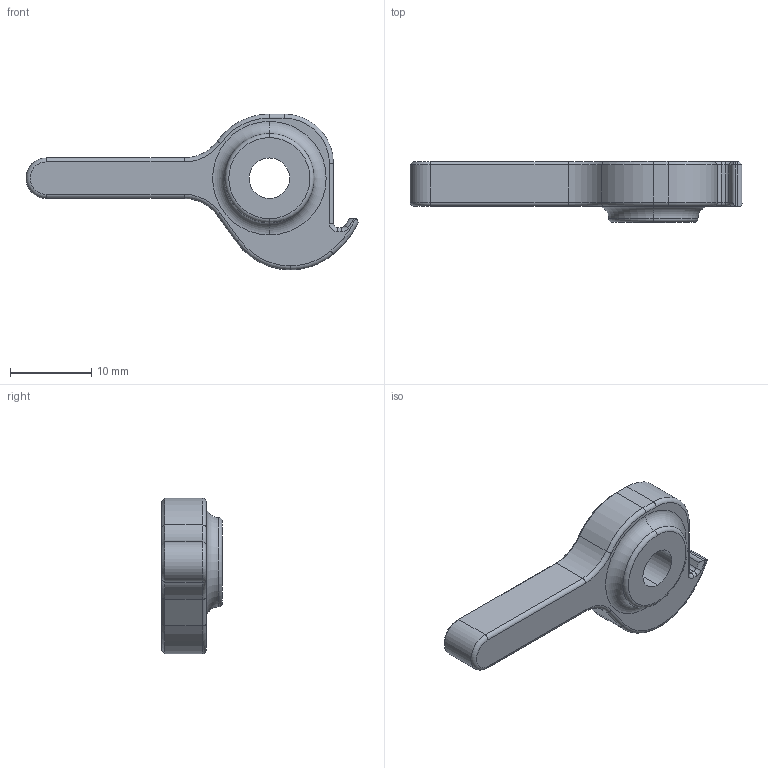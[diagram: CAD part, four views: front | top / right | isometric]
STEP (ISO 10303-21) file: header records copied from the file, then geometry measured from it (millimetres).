
FILE_DESCRIPTION (( 'STEP AP214' ), '1' );
FILE_NAME ('lock_lever.STEP', '2021-09-08T07:57:04', ( '' ), ( '' ), 'SwSTEP 2.0', 'SolidWorks 2021', '' );
FILE_SCHEMA (( 'AUTOMOTIVE_DESIGN' ));
Length unit declared in the file: millimetre
Products named in the file (1): lock_lever
Bounding box: 40.92 x 7.5 x 19.2 mm (x, y, z)
Volume: 2054.4 mm3; surface area: 1374.2 mm2
Topology: 1 solids, 1 shells, 68 faces, 155 edges, 90 vertices
Faces by surface type: cylinder 21, plane 17, cone 15, torus 15
Entity records: 1947 total; most frequent: DIRECTION 371, CARTESIAN_POINT 329, ORIENTED_EDGE 310, EDGE_CURVE 155, AXIS2_PLACEMENT_3D 150, VERTEX_POINT 90, CIRCLE 81, VECTOR 71
